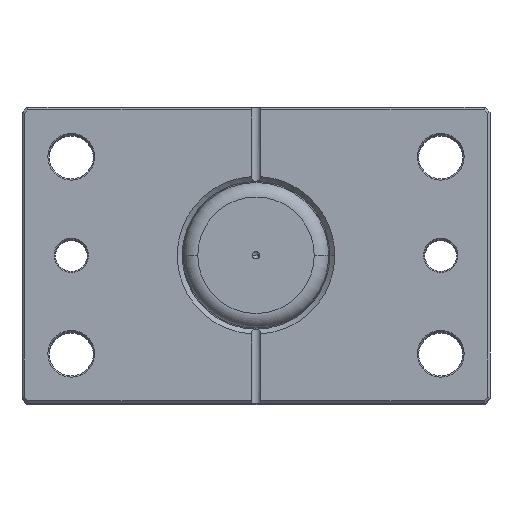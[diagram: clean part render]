
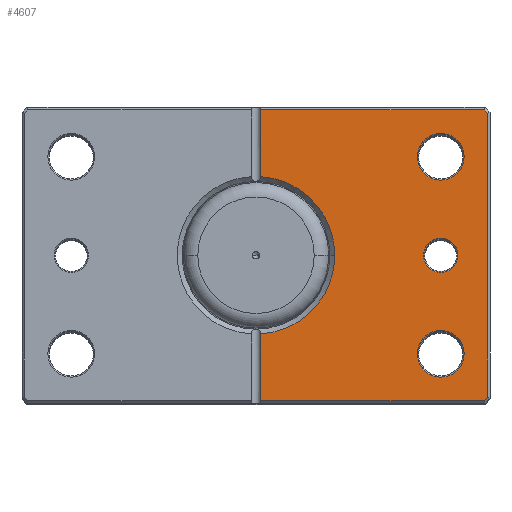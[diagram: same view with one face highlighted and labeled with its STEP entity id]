
A CAD part, top view. The second image highlights one B-rep face of the part: STEP entity #4607.
In plain terms, the highlighted face is planar.
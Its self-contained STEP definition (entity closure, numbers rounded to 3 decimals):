
#38 = VERTEX_POINT ( 'NONE', #588 ) ;
#52 = LINE ( 'NONE', #6364, #2839 ) ;
#124 = DIRECTION ( 'NONE',  ( 1., 0., 0. ) ) ;
#177 = DIRECTION ( 'NONE',  ( 0., 0., 1. ) ) ;
#210 = DIRECTION ( 'NONE',  ( 1., 0., 0. ) ) ;
#226 = ORIENTED_EDGE ( 'NONE', *, *, #4461, .T. ) ;
#324 = CARTESIAN_POINT ( 'NONE',  ( -84.5, 40., 0. ) ) ;
#365 = ORIENTED_EDGE ( 'NONE', *, *, #2304, .T. ) ;
#431 = FACE_OUTER_BOUND ( 'NONE', #7075, .T. ) ;
#463 = ORIENTED_EDGE ( 'NONE', *, *, #7057, .T. ) ;
#511 = CARTESIAN_POINT ( 'NONE',  ( -75., -40., 0. ) ) ;
#531 = VERTEX_POINT ( 'NONE', #2816 ) ;
#547 = ORIENTED_EDGE ( 'NONE', *, *, #607, .T. ) ;
#588 = CARTESIAN_POINT ( 'NONE',  ( -32., 0., 0. ) ) ;
#603 = VECTOR ( 'NONE', #3709, 1000. ) ;
#607 = EDGE_CURVE ( 'NONE', #5465, #4815, #52, .T. ) ;
#610 = DIRECTION ( 'NONE',  ( 0.707, 0.707, 0. ) ) ;
#645 = CARTESIAN_POINT ( 'NONE',  ( -94., -57.586, 0. ) ) ;
#687 = CARTESIAN_POINT ( 'NONE',  ( 0., 59., 0. ) ) ;
#729 = CARTESIAN_POINT ( 'NONE',  ( -68., 0., 0. ) ) ;
#749 = EDGE_CURVE ( 'NONE', #4564, #5839, #4904, .T. ) ;
#879 = LINE ( 'NONE', #2567, #6575 ) ;
#904 = DIRECTION ( 'NONE',  ( 0., 0., 1. ) ) ;
#985 = EDGE_CURVE ( 'NONE', #1038, #4374, #2231, .T. ) ;
#1038 = VERTEX_POINT ( 'NONE', #4673 ) ;
#1064 = AXIS2_PLACEMENT_3D ( 'NONE', #5678, #2394, #6244 ) ;
#1110 = CIRCLE ( 'NONE', #1430, 32. ) ;
#1119 = EDGE_LOOP ( 'NONE', ( #5253, #2801 ) ) ;
#1165 = CARTESIAN_POINT ( 'NONE',  ( -75.793, 75.793, 0. ) ) ;
#1266 = DIRECTION ( 'NONE',  ( 1., 0., 0. ) ) ;
#1288 = VERTEX_POINT ( 'NONE', #5185 ) ;
#1383 = CIRCLE ( 'NONE', #2465, 7. ) ;
#1424 = CARTESIAN_POINT ( 'NONE',  ( -92.586, 59., 0. ) ) ;
#1430 = AXIS2_PLACEMENT_3D ( 'NONE', #3496, #177, #4043 ) ;
#1442 = DIRECTION ( 'NONE',  ( 0., 0., 1. ) ) ;
#1473 = AXIS2_PLACEMENT_3D ( 'NONE', #4851, #1537, #5382 ) ;
#1537 = DIRECTION ( 'NONE',  ( 0., 0., 1. ) ) ;
#1556 = EDGE_CURVE ( 'NONE', #5839, #4564, #4626, .T. ) ;
#1646 = LINE ( 'NONE', #6030, #2950 ) ;
#1695 = VECTOR ( 'NONE', #6427, 1000. ) ;
#1861 = PLANE ( 'NONE',  #6502 ) ;
#1912 = FACE_BOUND ( 'NONE', #5804, .T. ) ;
#1942 = ORIENTED_EDGE ( 'NONE', *, *, #5520, .T. ) ;
#2231 = CIRCLE ( 'NONE', #2501, 7. ) ;
#2304 = EDGE_CURVE ( 'NONE', #2330, #5841, #6480, .T. ) ;
#2330 = VERTEX_POINT ( 'NONE', #4282 ) ;
#2394 = DIRECTION ( 'NONE',  ( 0., 0., 1. ) ) ;
#2424 = DIRECTION ( 'NONE',  ( 1., 0., 0. ) ) ;
#2465 = AXIS2_PLACEMENT_3D ( 'NONE', #6739, #3451, #124 ) ;
#2501 = AXIS2_PLACEMENT_3D ( 'NONE', #6283, #904, #1266 ) ;
#2503 = DIRECTION ( 'NONE',  ( 0., 1., 0. ) ) ;
#2567 = CARTESIAN_POINT ( 'NONE',  ( -2., 60., 0. ) ) ;
#2581 = CARTESIAN_POINT ( 'NONE',  ( 0., -59., 0. ) ) ;
#2711 = ORIENTED_EDGE ( 'NONE', *, *, #6338, .T. ) ;
#2801 = ORIENTED_EDGE ( 'NONE', *, *, #1556, .T. ) ;
#2816 = CARTESIAN_POINT ( 'NONE',  ( -65.5, 40., 0. ) ) ;
#2839 = VECTOR ( 'NONE', #2503, 1000. ) ;
#2950 = VECTOR ( 'NONE', #3299, 1000. ) ;
#2972 = DIRECTION ( 'NONE',  ( 1., 0., 0. ) ) ;
#3189 = LINE ( 'NONE', #2581, #1695 ) ;
#3299 = DIRECTION ( 'NONE',  ( -0.707, 0.707, 0. ) ) ;
#3378 = AXIS2_PLACEMENT_3D ( 'NONE', #511, #5483, #5848 ) ;
#3451 = DIRECTION ( 'NONE',  ( 0., 0., 1. ) ) ;
#3479 = ORIENTED_EDGE ( 'NONE', *, *, #5531, .T. ) ;
#3496 = CARTESIAN_POINT ( 'NONE',  ( 0., 0., 0. ) ) ;
#3498 = CARTESIAN_POINT ( 'NONE',  ( 0., 0., 0. ) ) ;
#3516 = EDGE_CURVE ( 'NONE', #4437, #4708, #5849, .T. ) ;
#3527 = VECTOR ( 'NONE', #610, 1000. ) ;
#3554 = FACE_BOUND ( 'NONE', #1119, .T. ) ;
#3661 = DIRECTION ( 'NONE',  ( 0., -1., 0. ) ) ;
#3701 = LINE ( 'NONE', #1165, #3527 ) ;
#3709 = DIRECTION ( 'NONE',  ( 0., -1., 0. ) ) ;
#3822 = ORIENTED_EDGE ( 'NONE', *, *, #6978, .T. ) ;
#4043 = DIRECTION ( 'NONE',  ( 1., 0., 0. ) ) ;
#4089 = CARTESIAN_POINT ( 'NONE',  ( -2., -59., 0. ) ) ;
#4152 = CARTESIAN_POINT ( 'NONE',  ( -2., 59., 0. ) ) ;
#4263 = CARTESIAN_POINT ( 'NONE',  ( -2., 60., 0. ) ) ;
#4280 = CIRCLE ( 'NONE', #1473, 9.5 ) ;
#4282 = CARTESIAN_POINT ( 'NONE',  ( -2., -31.937, 0. ) ) ;
#4288 = CARTESIAN_POINT ( 'NONE',  ( -84.5, -40., 0. ) ) ;
#4374 = VERTEX_POINT ( 'NONE', #729 ) ;
#4437 = VERTEX_POINT ( 'NONE', #1424 ) ;
#4461 = EDGE_CURVE ( 'NONE', #1288, #38, #6984, .T. ) ;
#4564 = VERTEX_POINT ( 'NONE', #4288 ) ;
#4607 = ADVANCED_FACE ( 'NONE', ( #1912, #3554, #4855, #431 ), #1861, .F. ) ;
#4626 = CIRCLE ( 'NONE', #4809, 9.5 ) ;
#4673 = CARTESIAN_POINT ( 'NONE',  ( -82., 0., 0. ) ) ;
#4708 = VERTEX_POINT ( 'NONE', #4152 ) ;
#4755 = VERTEX_POINT ( 'NONE', #324 ) ;
#4761 = CARTESIAN_POINT ( 'NONE',  ( 0., 0., 0. ) ) ;
#4784 = EDGE_CURVE ( 'NONE', #4708, #1288, #879, .T. ) ;
#4809 = AXIS2_PLACEMENT_3D ( 'NONE', #5817, #6859, #210 ) ;
#4815 = VERTEX_POINT ( 'NONE', #6458 ) ;
#4851 = CARTESIAN_POINT ( 'NONE',  ( -75., 40., 0. ) ) ;
#4855 = FACE_BOUND ( 'NONE', #5160, .T. ) ;
#4904 = CIRCLE ( 'NONE', #3378, 9.5 ) ;
#5105 = EDGE_CURVE ( 'NONE', #4374, #1038, #1383, .T. ) ;
#5114 = ORIENTED_EDGE ( 'NONE', *, *, #4784, .T. ) ;
#5160 = EDGE_LOOP ( 'NONE', ( #463, #1942 ) ) ;
#5162 = CARTESIAN_POINT ( 'NONE',  ( -65.5, -40., 0. ) ) ;
#5185 = CARTESIAN_POINT ( 'NONE',  ( -2., 31.937, 0. ) ) ;
#5253 = ORIENTED_EDGE ( 'NONE', *, *, #749, .T. ) ;
#5281 = VERTEX_POINT ( 'NONE', #5472 ) ;
#5282 = EDGE_CURVE ( 'NONE', #5281, #5465, #1646, .T. ) ;
#5299 = DIRECTION ( 'NONE',  ( 1., 0., 0. ) ) ;
#5382 = DIRECTION ( 'NONE',  ( 1., 0., 0. ) ) ;
#5465 = VERTEX_POINT ( 'NONE', #645 ) ;
#5472 = CARTESIAN_POINT ( 'NONE',  ( -92.586, -59., 0. ) ) ;
#5483 = DIRECTION ( 'NONE',  ( 0., 0., 1. ) ) ;
#5510 = CIRCLE ( 'NONE', #1064, 9.5 ) ;
#5520 = EDGE_CURVE ( 'NONE', #531, #4755, #5510, .T. ) ;
#5531 = EDGE_CURVE ( 'NONE', #38, #2330, #1110, .T. ) ;
#5678 = CARTESIAN_POINT ( 'NONE',  ( -75., 40., 0. ) ) ;
#5706 = DIRECTION ( 'NONE',  ( 0., 0., 1. ) ) ;
#5804 = EDGE_LOOP ( 'NONE', ( #6282, #7044 ) ) ;
#5817 = CARTESIAN_POINT ( 'NONE',  ( -75., -40., 0. ) ) ;
#5839 = VERTEX_POINT ( 'NONE', #5162 ) ;
#5841 = VERTEX_POINT ( 'NONE', #4089 ) ;
#5848 = DIRECTION ( 'NONE',  ( 1., 0., 0. ) ) ;
#5849 = LINE ( 'NONE', #687, #7125 ) ;
#5888 = AXIS2_PLACEMENT_3D ( 'NONE', #4761, #1442, #5299 ) ;
#6030 = CARTESIAN_POINT ( 'NONE',  ( -75.793, -75.793, 0. ) ) ;
#6244 = DIRECTION ( 'NONE',  ( 1., 0., 0. ) ) ;
#6256 = ORIENTED_EDGE ( 'NONE', *, *, #3516, .T. ) ;
#6282 = ORIENTED_EDGE ( 'NONE', *, *, #985, .T. ) ;
#6283 = CARTESIAN_POINT ( 'NONE',  ( -75., 0., 0. ) ) ;
#6338 = EDGE_CURVE ( 'NONE', #4815, #4437, #3701, .T. ) ;
#6364 = CARTESIAN_POINT ( 'NONE',  ( -94., 0., 0. ) ) ;
#6427 = DIRECTION ( 'NONE',  ( -1., 0., 0. ) ) ;
#6458 = CARTESIAN_POINT ( 'NONE',  ( -94., 57.586, 0. ) ) ;
#6480 = LINE ( 'NONE', #4263, #603 ) ;
#6502 = AXIS2_PLACEMENT_3D ( 'NONE', #3498, #5706, #2424 ) ;
#6575 = VECTOR ( 'NONE', #3661, 1000. ) ;
#6739 = CARTESIAN_POINT ( 'NONE',  ( -75., 0., 0. ) ) ;
#6859 = DIRECTION ( 'NONE',  ( 0., 0., 1. ) ) ;
#6978 = EDGE_CURVE ( 'NONE', #5841, #5281, #3189, .T. ) ;
#6984 = CIRCLE ( 'NONE', #5888, 32. ) ;
#7044 = ORIENTED_EDGE ( 'NONE', *, *, #5105, .T. ) ;
#7053 = ORIENTED_EDGE ( 'NONE', *, *, #5282, .T. ) ;
#7057 = EDGE_CURVE ( 'NONE', #4755, #531, #4280, .T. ) ;
#7075 = EDGE_LOOP ( 'NONE', ( #5114, #226, #3479, #365, #3822, #7053, #547, #2711, #6256 ) ) ;
#7125 = VECTOR ( 'NONE', #2972, 1000. ) ;
